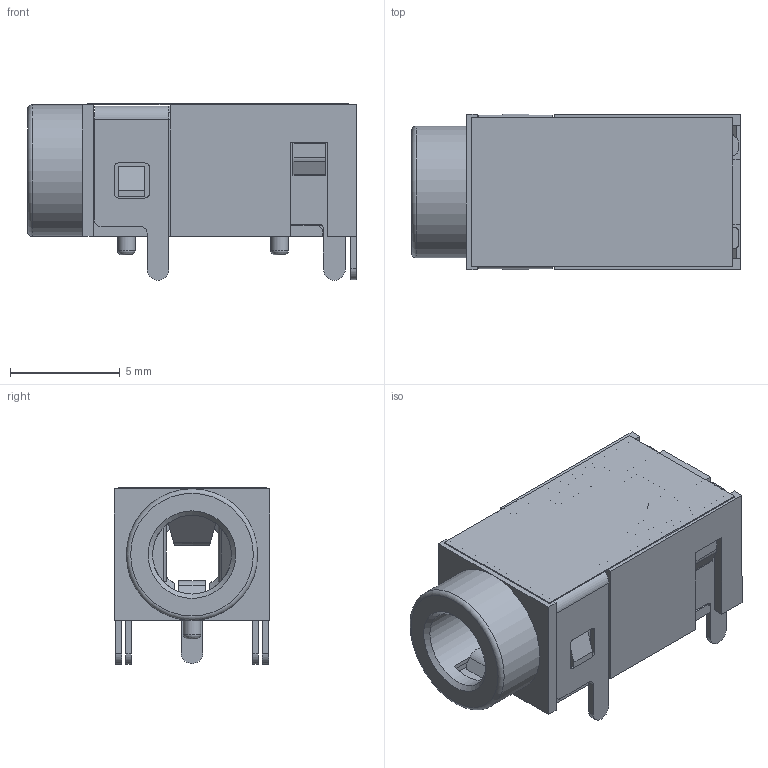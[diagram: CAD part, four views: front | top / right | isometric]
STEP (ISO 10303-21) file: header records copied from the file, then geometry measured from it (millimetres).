
FILE_DESCRIPTION(/* description */ (''),/* implementation_level */ '2;1');
FILE_NAME(/* name */ '54-00174 v4.step',/* time_stamp */ '2021-01-11T00:43:45-08:00',/* author */ (''),/* organization */ (''),/* preprocessor_version */ 'ST-DEVELOPER v18.1',/* originating_system */ 'Autodesk Translation Framework v9.7.1.1290',/* authorisation */ '');
FILE_SCHEMA (('AUTOMOTIVE_DESIGN { 1 0 10303 214 3 1 1 }'));
Length unit declared in the file: millimetre
Products named in the file (7): 54-00174; Jack; #15555; 54-00174_housing; #15557; #15558; #15559
Assembly tree (6 placements, depth 3):
  54-00174
    Jack
      #15555
      54-00174_housing
      #15557
      #15558
      #15559
Bounding box: 15 x 7.1 x 8.05 mm (x, y, z)
Volume: 356 mm3; surface area: 1401.1 mm2
Topology: 5 solids, 5 shells, 464 faces, 1290 edges, 826 vertices
Faces by surface type: plane 329, cylinder 108, bspline 22, cone 4, torus 1
Full cylindrical faces by diameter (mm): 0.8 x2, 3.6 x1, 6 x1
Entity records: 15573 total; most frequent: CARTESIAN_POINT 3408, ORIENTED_EDGE 2580, DIRECTION 2388, EDGE_CURVE 1290, LINE 1028, VECTOR 1028, VERTEX_POINT 826, AXIS2_PLACEMENT_3D 680
